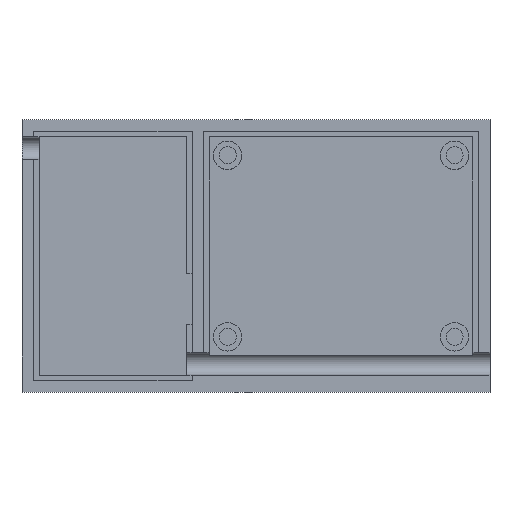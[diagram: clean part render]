
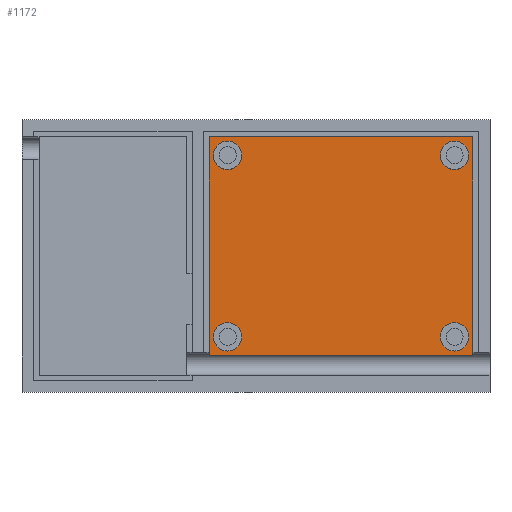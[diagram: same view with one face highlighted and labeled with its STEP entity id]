
A CAD part, top view. The second image highlights one B-rep face of the part: STEP entity #1172.
In plain terms, the highlighted planar face has unit normal (0, 0, 1).
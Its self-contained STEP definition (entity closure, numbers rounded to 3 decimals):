
#943 = VERTEX_POINT('',#944);
#944 = CARTESIAN_POINT('',(38.25,21.,-3.5));
#950 = EDGE_CURVE('',#943,#951,#953,.T.);
#951 = VERTEX_POINT('',#952);
#952 = CARTESIAN_POINT('',(38.25,-17.5,-3.5));
#953 = LINE('',#954,#955);
#954 = CARTESIAN_POINT('',(38.25,21.,-3.5));
#955 = VECTOR('',#956,1.);
#956 = DIRECTION('',(0.,-1.,0.));
#975 = EDGE_CURVE('',#951,#976,#978,.T.);
#976 = VERTEX_POINT('',#977);
#977 = CARTESIAN_POINT('',(-8.25,-17.5,-3.5));
#978 = LINE('',#979,#980);
#979 = CARTESIAN_POINT('',(38.25,-17.5,-3.5));
#980 = VECTOR('',#981,1.);
#981 = DIRECTION('',(-1.,0.,0.));
#999 = EDGE_CURVE('',#976,#1000,#1002,.T.);
#1000 = VERTEX_POINT('',#1001);
#1001 = CARTESIAN_POINT('',(-8.25,21.,-3.5));
#1002 = LINE('',#1003,#1004);
#1003 = CARTESIAN_POINT('',(-8.25,-17.5,-3.5));
#1004 = VECTOR('',#1005,1.);
#1005 = DIRECTION('',(0.,1.,0.));
#1160 = EDGE_CURVE('',#1000,#943,#1161,.T.);
#1161 = LINE('',#1162,#1163);
#1162 = CARTESIAN_POINT('',(-8.25,21.,-3.5));
#1163 = VECTOR('',#1164,1.);
#1164 = DIRECTION('',(1.,0.,0.));
#1172 = ADVANCED_FACE('',(#1173,#1179,#1190,#1201,#1212),#1223,.T.);
#1173 = FACE_BOUND('',#1174,.T.);
#1174 = EDGE_LOOP('',(#1175,#1176,#1177,#1178));
#1175 = ORIENTED_EDGE('',*,*,#999,.F.);
#1176 = ORIENTED_EDGE('',*,*,#975,.F.);
#1177 = ORIENTED_EDGE('',*,*,#950,.F.);
#1178 = ORIENTED_EDGE('',*,*,#1160,.F.);
#1179 = FACE_BOUND('',#1180,.T.);
#1180 = EDGE_LOOP('',(#1181));
#1181 = ORIENTED_EDGE('',*,*,#1182,.F.);
#1182 = EDGE_CURVE('',#1183,#1183,#1185,.T.);
#1183 = VERTEX_POINT('',#1184);
#1184 = CARTESIAN_POINT('',(-2.5,-14.25,-3.5));
#1185 = CIRCLE('',#1186,2.5);
#1186 = AXIS2_PLACEMENT_3D('',#1187,#1188,#1189);
#1187 = CARTESIAN_POINT('',(-5.,-14.25,-3.5));
#1188 = DIRECTION('',(0.,0.,1.));
#1189 = DIRECTION('',(1.,0.,0.));
#1190 = FACE_BOUND('',#1191,.T.);
#1191 = EDGE_LOOP('',(#1192));
#1192 = ORIENTED_EDGE('',*,*,#1193,.F.);
#1193 = EDGE_CURVE('',#1194,#1194,#1196,.T.);
#1194 = VERTEX_POINT('',#1195);
#1195 = CARTESIAN_POINT('',(37.5,-14.25,-3.5));
#1196 = CIRCLE('',#1197,2.5);
#1197 = AXIS2_PLACEMENT_3D('',#1198,#1199,#1200);
#1198 = CARTESIAN_POINT('',(35.,-14.25,-3.5));
#1199 = DIRECTION('',(0.,0.,1.));
#1200 = DIRECTION('',(1.,0.,0.));
#1201 = FACE_BOUND('',#1202,.T.);
#1202 = EDGE_LOOP('',(#1203));
#1203 = ORIENTED_EDGE('',*,*,#1204,.F.);
#1204 = EDGE_CURVE('',#1205,#1205,#1207,.T.);
#1205 = VERTEX_POINT('',#1206);
#1206 = CARTESIAN_POINT('',(-2.5,17.75,-3.5));
#1207 = CIRCLE('',#1208,2.5);
#1208 = AXIS2_PLACEMENT_3D('',#1209,#1210,#1211);
#1209 = CARTESIAN_POINT('',(-5.,17.75,-3.5));
#1210 = DIRECTION('',(0.,0.,1.));
#1211 = DIRECTION('',(1.,0.,0.));
#1212 = FACE_BOUND('',#1213,.T.);
#1213 = EDGE_LOOP('',(#1214));
#1214 = ORIENTED_EDGE('',*,*,#1215,.F.);
#1215 = EDGE_CURVE('',#1216,#1216,#1218,.T.);
#1216 = VERTEX_POINT('',#1217);
#1217 = CARTESIAN_POINT('',(37.5,17.75,-3.5));
#1218 = CIRCLE('',#1219,2.5);
#1219 = AXIS2_PLACEMENT_3D('',#1220,#1221,#1222);
#1220 = CARTESIAN_POINT('',(35.,17.75,-3.5));
#1221 = DIRECTION('',(0.,0.,1.));
#1222 = DIRECTION('',(1.,0.,0.));
#1223 = PLANE('',#1224);
#1224 = AXIS2_PLACEMENT_3D('',#1225,#1226,#1227);
#1225 = CARTESIAN_POINT('',(0.,0.,-3.5));
#1226 = DIRECTION('',(0.,0.,1.));
#1227 = DIRECTION('',(1.,0.,0.));
